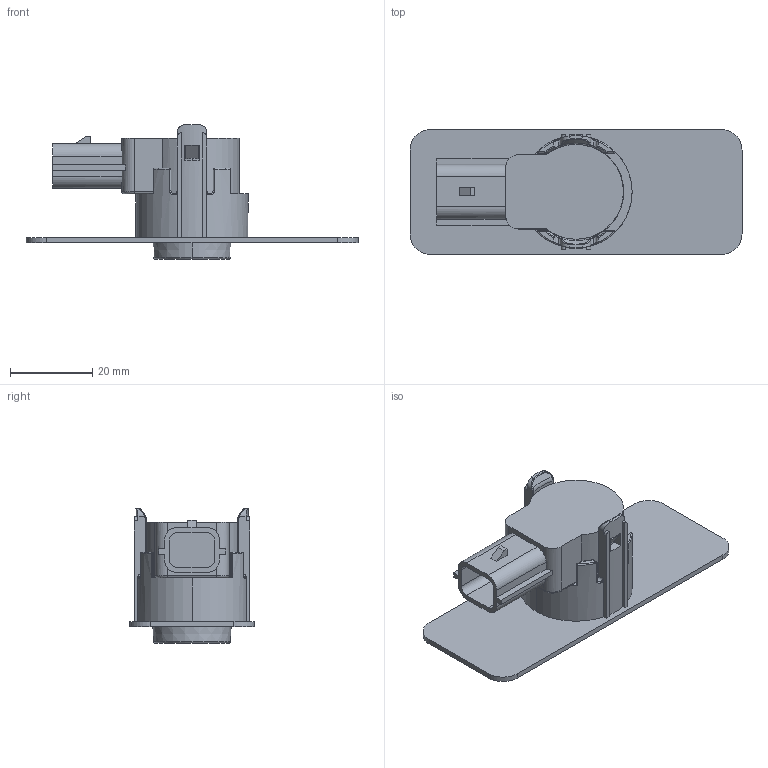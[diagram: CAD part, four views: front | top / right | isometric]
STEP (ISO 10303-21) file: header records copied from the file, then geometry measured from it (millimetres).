
FILE_DESCRIPTION (( 'STEP AP214' ), '1' );
FILE_NAME ('Sensor+bracket.STEP', '2022-07-28T07:17:46', ( '' ), ( '' ), 'SwSTEP 2.0', 'SolidWorks 2021', '' );
FILE_SCHEMA (( 'AUTOMOTIVE_DESIGN' ));
Length unit declared in the file: millimetre
Products named in the file (3): Parking sensor 13282853; Sensor+bracket; 28mm 4 x Pdc Sensor Parking Aid Sensor bracket
Assembly tree (2 placements, depth 2):
  Sensor+bracket
    28mm 4 x Pdc Sensor Parking Aid Sensor bracket
    Parking sensor 13282853
Bounding box: 80.5 x 30.3 x 32.7 mm (x, y, z)
Volume: 18732.4 mm3; surface area: 11854.1 mm2
Topology: 2 solids, 2 shells, 252 faces, 624 edges, 370 vertices
Faces by surface type: plane 83, cylinder 77, bspline 36, sphere 26, torus 20, cone 10
Entity records: 8458 total; most frequent: CARTESIAN_POINT 2537, ORIENTED_EDGE 1216, DIRECTION 1206, EDGE_CURVE 608, AXIS2_PLACEMENT_3D 471, VERTEX_POINT 366, VECTOR 264, EDGE_LOOP 264
